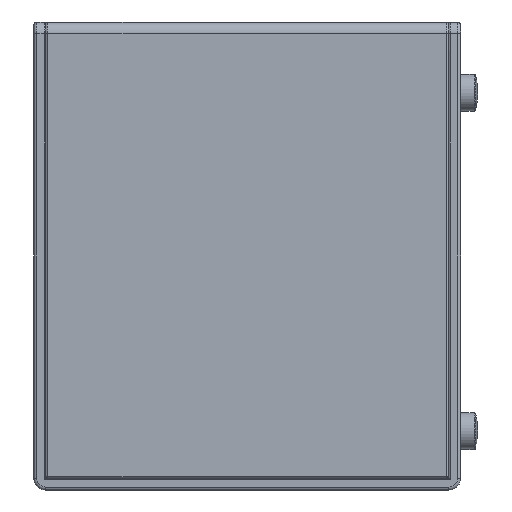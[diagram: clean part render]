
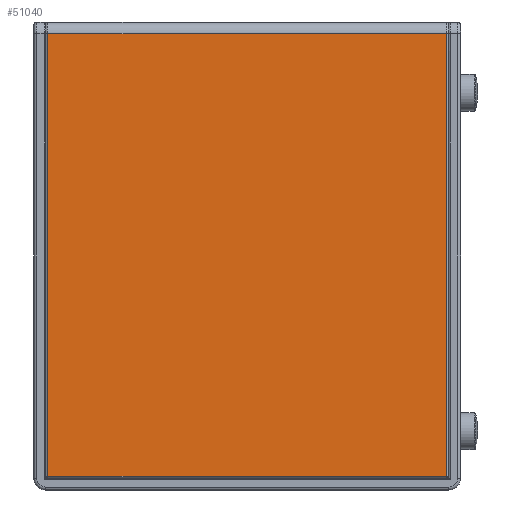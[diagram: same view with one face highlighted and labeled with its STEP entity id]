
A CAD part, left-side view. The second image highlights one B-rep face of the part: STEP entity #51040.
In plain terms, the highlighted planar face has unit normal (-1, 0, 0).
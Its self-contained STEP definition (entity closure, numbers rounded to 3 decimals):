
#5871=FACE_OUTER_BOUND('',#8862,.T.);
#8862=EDGE_LOOP('',(#46449,#46450,#46451,#46452));
#14260=LINE('',#93982,#19655);
#14261=LINE('',#93987,#19656);
#14264=LINE('',#94084,#19659);
#14265=LINE('',#94086,#19660);
#19655=VECTOR('',#67718,10.);
#19656=VECTOR('',#67725,10.);
#19659=VECTOR('',#67808,10.);
#19660=VECTOR('',#67811,10.);
#24368=VERTEX_POINT('',#93979);
#24369=VERTEX_POINT('',#93981);
#24370=VERTEX_POINT('',#93985);
#24371=VERTEX_POINT('',#94003);
#31709=EDGE_CURVE('',#24368,#24369,#14260,.T.);
#31712=EDGE_CURVE('',#24370,#24368,#14261,.T.);
#31735=EDGE_CURVE('',#24369,#24371,#14264,.T.);
#31736=EDGE_CURVE('',#24371,#24370,#14265,.T.);
#46449=ORIENTED_EDGE('',*,*,#31735,.F.);
#46450=ORIENTED_EDGE('',*,*,#31709,.F.);
#46451=ORIENTED_EDGE('',*,*,#31712,.F.);
#46452=ORIENTED_EDGE('',*,*,#31736,.F.);
#48324=PLANE('',#54852);
#51040=ADVANCED_FACE('',(#5871),#48324,.T.);
#54852=AXIS2_PLACEMENT_3D('',#94087,#67812,#67813);
#67718=DIRECTION('',(0.,-1.,0.));
#67725=DIRECTION('',(0.,0.,1.));
#67808=DIRECTION('',(0.,0.,-1.));
#67811=DIRECTION('',(0.,1.,0.));
#67812=DIRECTION('center_axis',(-1.,0.,0.));
#67813=DIRECTION('ref_axis',(0.,-1.,0.));
#93979=CARTESIAN_POINT('',(-434.,135.5,160.));
#93981=CARTESIAN_POINT('',(-434.,-135.5,160.));
#93982=CARTESIAN_POINT('',(-434.,68.5,160.));
#93985=CARTESIAN_POINT('',(-434.,135.5,-140.5));
#93987=CARTESIAN_POINT('',(-434.,135.5,150.));
#94003=CARTESIAN_POINT('',(-434.,-135.5,-140.5));
#94084=CARTESIAN_POINT('',(-434.,-135.5,150.));
#94086=CARTESIAN_POINT('',(-434.,68.5,-140.5));
#94087=CARTESIAN_POINT('Origin',(-434.,137.,150.));
